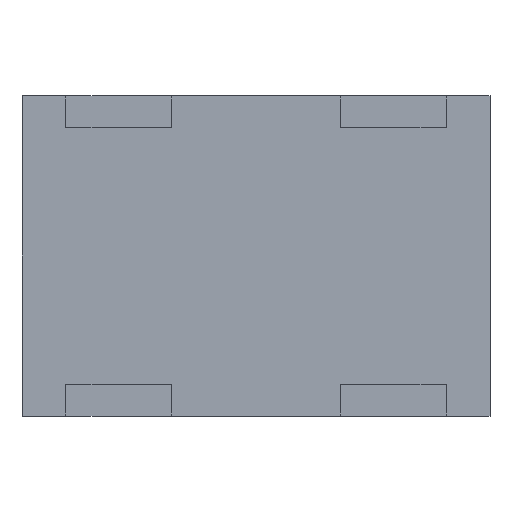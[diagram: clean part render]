
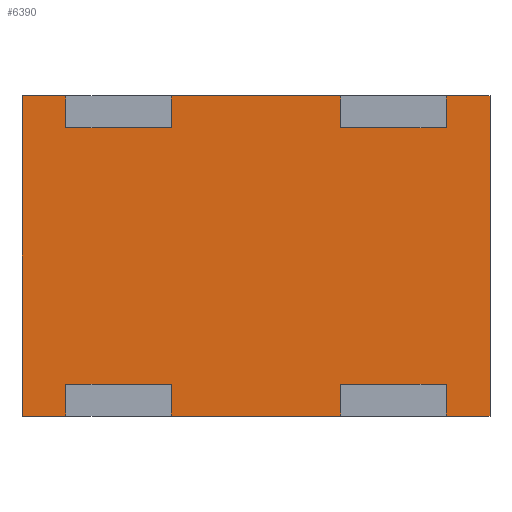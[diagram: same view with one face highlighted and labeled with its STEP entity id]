
A CAD part, front view. The second image highlights one B-rep face of the part: STEP entity #6390.
In plain terms, the highlighted planar face has unit normal (0, -1, 0).
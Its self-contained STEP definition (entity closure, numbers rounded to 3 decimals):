
#60=CARTESIAN_POINT('',(60.698,9.718,0.));
#70=DIRECTION('',(-1.,0.,0.));
#80=VECTOR('',#70,1.);
#90=LINE('',#60,#80);
#100=CARTESIAN_POINT('',(60.698,9.718,0.));
#110=VERTEX_POINT('',#100);
#120=CARTESIAN_POINT('',(30.398,9.718,0.));
#130=VERTEX_POINT('',#120);
#140=EDGE_CURVE('',#110,#130,#90,.T.);
#910=CARTESIAN_POINT('',(60.698,9.718,-44.3));
#920=VERTEX_POINT('',#910);
#1390=CARTESIAN_POINT('',(30.398,9.718,-44.3));
#1400=VERTEX_POINT('',#1390);
#1430=CARTESIAN_POINT('',(60.698,9.718,-44.3));
#1440=DIRECTION('',(-1.,0.,0.));
#1450=VECTOR('',#1440,1.);
#1460=LINE('',#1430,#1450);
#1470=EDGE_CURVE('',#920,#1400,#1460,.T.);
#1700=CARTESIAN_POINT('',(60.698,9.718,-30.15));
#1710=VERTEX_POINT('',#1700);
#1860=CARTESIAN_POINT('',(57.698,9.718,-30.15));
#1870=VERTEX_POINT('',#1860);
#1900=CARTESIAN_POINT('',(0.,9.718,-30.15));
#1910=DIRECTION('',(-1.,0.,0.));
#1920=VECTOR('',#1910,1.);
#1930=LINE('',#1900,#1920);
#1940=EDGE_CURVE('',#1710,#1870,#1930,.T.);
#4490=CARTESIAN_POINT('',(60.698,9.718,0.));
#4500=DIRECTION('',(0.,0.,-1.));
#4510=VECTOR('',#4500,1.);
#4520=LINE('',#4490,#4510);
#4530=CARTESIAN_POINT('',(60.698,9.718,-40.15));
#4540=VERTEX_POINT('',#4530);
#4550=EDGE_CURVE('',#4540,#920,#4520,.T.);
#4720=CARTESIAN_POINT('',(60.698,9.718,-14.15));
#4730=VERTEX_POINT('',#4720);
#4740=EDGE_CURVE('',#4730,#1710,#4520,.T.);
#4960=CARTESIAN_POINT('',(60.698,9.718,-4.15));
#4970=VERTEX_POINT('',#4960);
#5000=EDGE_CURVE('',#110,#4970,#4520,.T.);
#5280=CARTESIAN_POINT('',(30.398,9.718,0.));
#5290=DIRECTION('',(-0.,-1.,-0.));
#5300=DIRECTION('',(-1.,0.,0.));
#5310=AXIS2_PLACEMENT_3D('',#5280,#5290,#5300);
#5320=PLANE('',#5310);
#5330=ORIENTED_EDGE('',*,*,#5000,.F.);
#5340=CARTESIAN_POINT('',(0.,9.718,-4.15));
#5350=DIRECTION('',(-1.,0.,0.));
#5360=VECTOR('',#5350,1.);
#5370=LINE('',#5340,#5360);
#5380=CARTESIAN_POINT('',(57.698,9.718,-4.15));
#5390=VERTEX_POINT('',#5380);
#5400=EDGE_CURVE('',#4970,#5390,#5370,.T.);
#5410=ORIENTED_EDGE('',*,*,#5400,.F.);
#5420=CARTESIAN_POINT('',(57.698,9.718,0.));
#5430=DIRECTION('',(-0.,0.,-1.));
#5440=VECTOR('',#5430,1.);
#5450=LINE('',#5420,#5440);
#5460=CARTESIAN_POINT('',(57.698,9.718,-14.15));
#5470=VERTEX_POINT('',#5460);
#5480=EDGE_CURVE('',#5390,#5470,#5450,.T.);
#5490=ORIENTED_EDGE('',*,*,#5480,.F.);
#5500=CARTESIAN_POINT('',(0.,9.718,-14.15));
#5510=DIRECTION('',(1.,0.,0.));
#5520=VECTOR('',#5510,1.);
#5530=LINE('',#5500,#5520);
#5540=EDGE_CURVE('',#5470,#4730,#5530,.T.);
#5550=ORIENTED_EDGE('',*,*,#5540,.F.);
#5560=ORIENTED_EDGE('',*,*,#4740,.F.);
#5570=ORIENTED_EDGE('',*,*,#1940,.F.);
#5580=CARTESIAN_POINT('',(57.698,9.718,0.));
#5590=DIRECTION('',(-0.,0.,-1.));
#5600=VECTOR('',#5590,1.);
#5610=LINE('',#5580,#5600);
#5620=CARTESIAN_POINT('',(57.698,9.718,-40.15));
#5630=VERTEX_POINT('',#5620);
#5640=EDGE_CURVE('',#1870,#5630,#5610,.T.);
#5650=ORIENTED_EDGE('',*,*,#5640,.F.);
#5660=CARTESIAN_POINT('',(0.,9.718,-40.15));
#5670=DIRECTION('',(1.,0.,0.));
#5680=VECTOR('',#5670,1.);
#5690=LINE('',#5660,#5680);
#5700=EDGE_CURVE('',#5630,#4540,#5690,.T.);
#5710=ORIENTED_EDGE('',*,*,#5700,.F.);
#5720=ORIENTED_EDGE('',*,*,#4550,.F.);
#5730=ORIENTED_EDGE('',*,*,#1470,.F.);
#5740=CARTESIAN_POINT('',(30.398,9.718,0.));
#5750=DIRECTION('',(0.,0.,-1.));
#5760=VECTOR('',#5750,1.);
#5770=LINE('',#5740,#5760);
#5780=CARTESIAN_POINT('',(30.398,9.718,-40.15));
#5790=VERTEX_POINT('',#5780);
#5800=EDGE_CURVE('',#5790,#1400,#5770,.T.);
#5810=ORIENTED_EDGE('',*,*,#5800,.T.);
#5820=CARTESIAN_POINT('',(0.,9.718,-40.15));
#5830=DIRECTION('',(1.,0.,0.));
#5840=VECTOR('',#5830,1.);
#5850=LINE('',#5820,#5840);
#5860=CARTESIAN_POINT('',(33.398,9.718,-40.15));
#5870=VERTEX_POINT('',#5860);
#5880=EDGE_CURVE('',#5790,#5870,#5850,.T.);
#5890=ORIENTED_EDGE('',*,*,#5880,.F.);
#5900=CARTESIAN_POINT('',(33.398,9.718,0.));
#5910=DIRECTION('',(-0.,0.,-1.));
#5920=VECTOR('',#5910,1.);
#5930=LINE('',#5900,#5920);
#5940=CARTESIAN_POINT('',(33.398,9.718,-30.15));
#5950=VERTEX_POINT('',#5940);
#5960=EDGE_CURVE('',#5950,#5870,#5930,.T.);
#5970=ORIENTED_EDGE('',*,*,#5960,.T.);
#5980=CARTESIAN_POINT('',(0.,9.718,-30.15));
#5990=DIRECTION('',(-1.,0.,0.));
#6000=VECTOR('',#5990,1.);
#6010=LINE('',#5980,#6000);
#6020=CARTESIAN_POINT('',(30.398,9.718,-30.15));
#6030=VERTEX_POINT('',#6020);
#6040=EDGE_CURVE('',#5950,#6030,#6010,.T.);
#6050=ORIENTED_EDGE('',*,*,#6040,.F.);
#6060=CARTESIAN_POINT('',(30.398,9.718,-14.15));
#6070=VERTEX_POINT('',#6060);
#6080=EDGE_CURVE('',#6070,#6030,#5770,.T.);
#6090=ORIENTED_EDGE('',*,*,#6080,.T.);
#6100=CARTESIAN_POINT('',(0.,9.718,-14.15));
#6110=DIRECTION('',(1.,0.,0.));
#6120=VECTOR('',#6110,1.);
#6130=LINE('',#6100,#6120);
#6140=CARTESIAN_POINT('',(33.398,9.718,-14.15));
#6150=VERTEX_POINT('',#6140);
#6160=EDGE_CURVE('',#6070,#6150,#6130,.T.);
#6170=ORIENTED_EDGE('',*,*,#6160,.F.);
#6180=CARTESIAN_POINT('',(33.398,9.718,0.));
#6190=DIRECTION('',(-0.,0.,-1.));
#6200=VECTOR('',#6190,1.);
#6210=LINE('',#6180,#6200);
#6220=CARTESIAN_POINT('',(33.398,9.718,-4.15));
#6230=VERTEX_POINT('',#6220);
#6240=EDGE_CURVE('',#6230,#6150,#6210,.T.);
#6250=ORIENTED_EDGE('',*,*,#6240,.T.);
#6260=CARTESIAN_POINT('',(0.,9.718,-4.15));
#6270=DIRECTION('',(-1.,0.,0.));
#6280=VECTOR('',#6270,1.);
#6290=LINE('',#6260,#6280);
#6300=CARTESIAN_POINT('',(30.398,9.718,-4.15));
#6310=VERTEX_POINT('',#6300);
#6320=EDGE_CURVE('',#6230,#6310,#6290,.T.);
#6330=ORIENTED_EDGE('',*,*,#6320,.F.);
#6340=EDGE_CURVE('',#130,#6310,#5770,.T.);
#6350=ORIENTED_EDGE('',*,*,#6340,.T.);
#6360=ORIENTED_EDGE('',*,*,#140,.T.);
#6370=EDGE_LOOP('',(#6360,#6350,#6330,#6250,#6170,#6090,#6050,#5970,
#5890,#5810,#5730,#5720,#5710,#5650,#5570,#5560,#5550,#5490,#5410,#5330)
);
#6380=FACE_OUTER_BOUND('',#6370,.T.);
#6390=ADVANCED_FACE('',(#6380),#5320,.T.);
